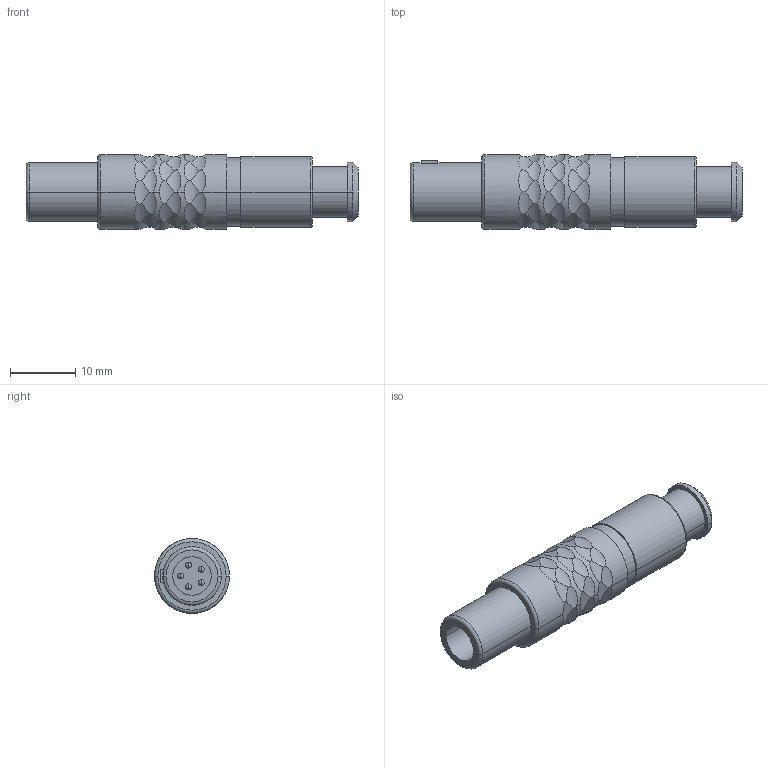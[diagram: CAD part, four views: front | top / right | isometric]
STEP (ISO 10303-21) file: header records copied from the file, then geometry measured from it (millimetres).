
FILE_DESCRIPTION((''),'2;1');
FILE_NAME('S21L0C-P05M','2022-03-30T07:08:04',('RTrager'),(''),'CREO PARAMETRIC BY PTC INC, 2020184','CREO PARAMETRIC BY PTC INC, 2020184','');
FILE_SCHEMA(('AP242_MANAGED_MODEL_BASED_3D_ENGINEERING_MIM_LF { 1 0 10303 442 1 1 4 }'));
Length unit declared in the file: millimetre
Products named in the file (1): S21L0C-P05M
Bounding box: 51 x 11.5 x 11.5 mm (x, y, z)
Volume: 3255.7 mm3; surface area: 2757.1 mm2
Topology: 1 solids, 1 shells, 185 faces, 479 edges, 305 vertices
Faces by surface type: cylinder 128, plane 29, torus 11, sphere 10, bspline 5, cone 2
Entity records: 9898 total; most frequent: CARTESIAN_POINT 4413, ORIENTED_EDGE 938, DIRECTION 759, EDGE_CURVE 469, AXIS2_PLACEMENT_3D 327, VERTEX_POINT 305, B_SPLINE_CURVE_WITH_KNOTS 217, EDGE_LOOP 204
